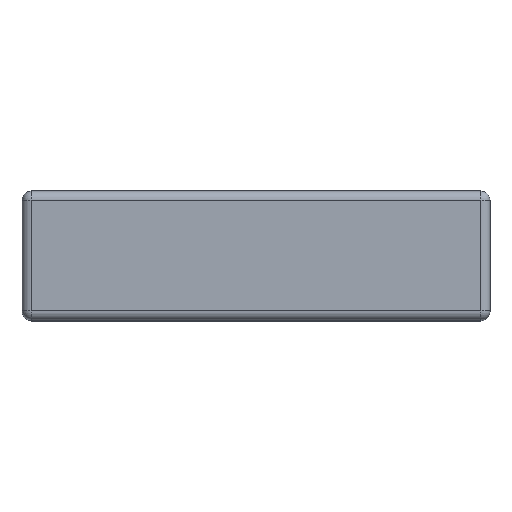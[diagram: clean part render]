
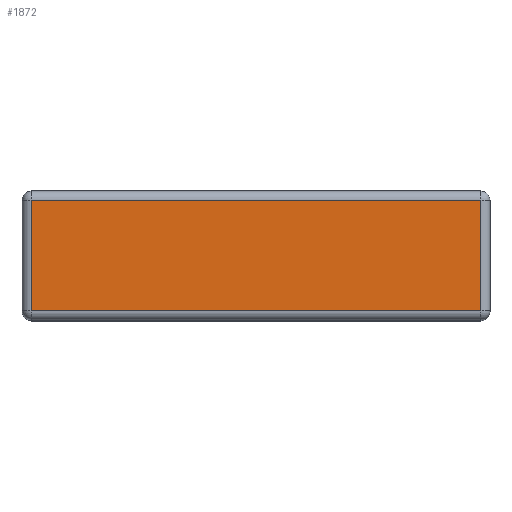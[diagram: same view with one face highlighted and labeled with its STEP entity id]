
A CAD part, top view. The second image highlights one B-rep face of the part: STEP entity #1872.
In plain terms, the highlighted planar face has unit normal (0, 0, 1).
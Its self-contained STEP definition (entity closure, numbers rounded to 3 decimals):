
#390 = ORIENTED_EDGE ( 'NONE', *, *, #1537, .T. ) ;
#396 = FACE_OUTER_BOUND ( 'NONE', #515, .T. ) ;
#515 = EDGE_LOOP ( 'NONE', ( #5267, #390, #1942, #3474 ) ) ;
#571 = VECTOR ( 'NONE', #5044, 1000. ) ;
#716 = LINE ( 'NONE', #2040, #571 ) ;
#773 = LINE ( 'NONE', #4358, #4180 ) ;
#863 = VECTOR ( 'NONE', #5261, 1000. ) ;
#1114 = VERTEX_POINT ( 'NONE', #4072 ) ;
#1171 = VERTEX_POINT ( 'NONE', #4128 ) ;
#1497 = PLANE ( 'NONE',  #2661 ) ;
#1537 = EDGE_CURVE ( 'NONE', #4970, #3031, #3095, .T. ) ;
#1674 = CARTESIAN_POINT ( 'NONE',  ( 4.85, 0.2, 5.05 ) ) ;
#1872 = ADVANCED_FACE ( 'NONE', ( #396 ), #1497, .F. ) ;
#1942 = ORIENTED_EDGE ( 'NONE', *, *, #4275, .T. ) ;
#2040 = CARTESIAN_POINT ( 'NONE',  ( -4.85, 0., 5.05 ) ) ;
#2331 = DIRECTION ( 'NONE',  ( -1., 0., 0. ) ) ;
#2524 = EDGE_CURVE ( 'NONE', #1171, #4970, #2945, .T. ) ;
#2659 = CARTESIAN_POINT ( 'NONE',  ( 4.85, 2.79, 5.05 ) ) ;
#2661 = AXIS2_PLACEMENT_3D ( 'NONE', #4490, #4926, #2331 ) ;
#2945 = LINE ( 'NONE', #4406, #3983 ) ;
#3031 = VERTEX_POINT ( 'NONE', #3688 ) ;
#3032 = DIRECTION ( 'NONE',  ( -1., 0., 0. ) ) ;
#3095 = LINE ( 'NONE', #2659, #863 ) ;
#3474 = ORIENTED_EDGE ( 'NONE', *, *, #4061, .T. ) ;
#3505 = DIRECTION ( 'NONE',  ( 1., 0., 0. ) ) ;
#3688 = CARTESIAN_POINT ( 'NONE',  ( 4.85, 2.59, 5.05 ) ) ;
#3983 = VECTOR ( 'NONE', #3505, 1000. ) ;
#4061 = EDGE_CURVE ( 'NONE', #1114, #1171, #716, .T. ) ;
#4072 = CARTESIAN_POINT ( 'NONE',  ( -4.85, 2.59, 5.05 ) ) ;
#4128 = CARTESIAN_POINT ( 'NONE',  ( -4.85, 0.2, 5.05 ) ) ;
#4180 = VECTOR ( 'NONE', #3032, 1000. ) ;
#4275 = EDGE_CURVE ( 'NONE', #3031, #1114, #773, .T. ) ;
#4358 = CARTESIAN_POINT ( 'NONE',  ( 5.05, 2.59, 5.05 ) ) ;
#4406 = CARTESIAN_POINT ( 'NONE',  ( 5.05, 0.2, 5.05 ) ) ;
#4490 = CARTESIAN_POINT ( 'NONE',  ( 5.05, 0., 5.05 ) ) ;
#4926 = DIRECTION ( 'NONE',  ( 0., 0., -1. ) ) ;
#4970 = VERTEX_POINT ( 'NONE', #1674 ) ;
#5044 = DIRECTION ( 'NONE',  ( 0., -1., 0. ) ) ;
#5261 = DIRECTION ( 'NONE',  ( 0., 1., 0. ) ) ;
#5267 = ORIENTED_EDGE ( 'NONE', *, *, #2524, .T. ) ;
